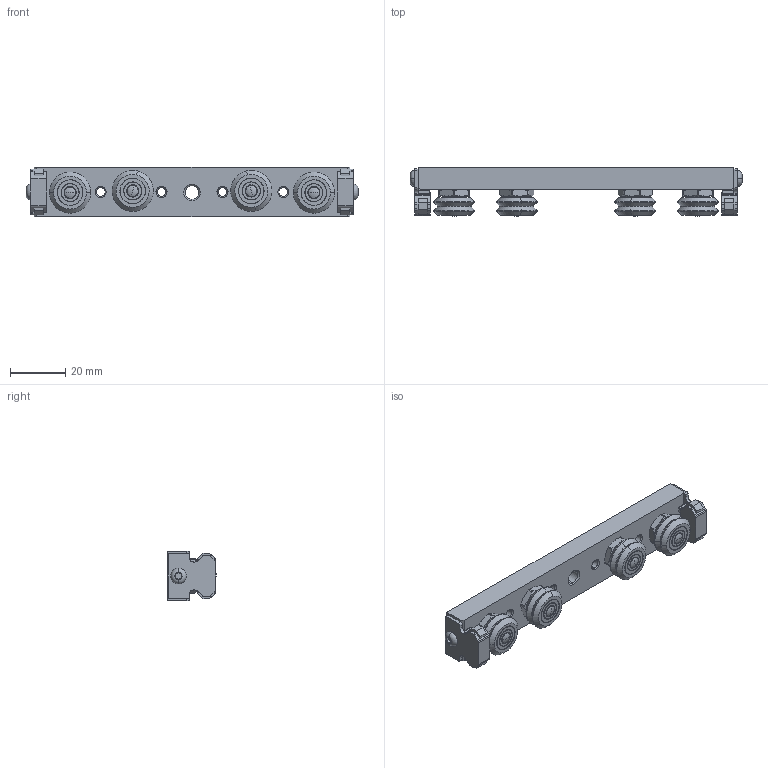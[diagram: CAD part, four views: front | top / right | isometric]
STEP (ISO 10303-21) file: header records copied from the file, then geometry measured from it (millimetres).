
FILE_DESCRIPTION (( 'STEP AP203' ), '1' );
FILE_NAME ('LUV-0-4W.step', '2024-05-13T17:25:02', ( '' ), ( '' ), 'SwSTEP 2.0', 'SolidWorks 2023', '' );
FILE_SCHEMA (( 'CONFIG_CONTROL_DESIGN' ));
Length unit declared in the file: millimetre
Products named in the file (1): LUV-0-4W
Bounding box: 119.84 x 17.63 x 18.01 mm (x, y, z)
Volume: 21466.8 mm3; surface area: 14306.5 mm2
Topology: 9 solids, 9 shells, 842 faces, 1953 edges, 1178 vertices
Faces by surface type: cylinder 256, plane 246, cone 168, bspline 160, torus 12
Entity records: 29552 total; most frequent: CARTESIAN_POINT 11004, ORIENTED_EDGE 3882, DIRECTION 3871, EDGE_CURVE 1941, AXIS2_PLACEMENT_3D 1547, VERTEX_POINT 1178, EDGE_LOOP 925, CIRCLE 864
